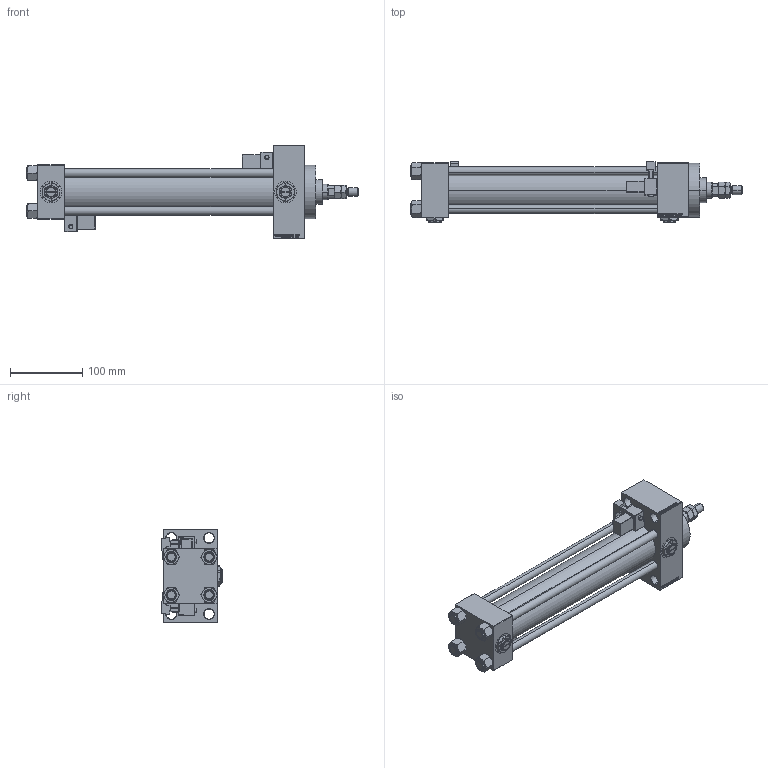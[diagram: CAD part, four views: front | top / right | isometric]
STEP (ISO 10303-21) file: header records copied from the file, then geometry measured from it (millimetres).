
FILE_DESCRIPTION (( 'STEP AP203' ), '1' );
FILE_NAME ('ad01.STEP', '2025-09-04T07:42:35', ( '' ), ( '' ), 'SwSTEP 2.0', 'SolidWorks 2019', '' );
FILE_SCHEMA (( 'CONFIG_CONTROL_DESIGN' ));
Length unit declared in the file: millimetre
Products named in the file (9): V215CR_VCP_D 35bed268617455cf87211c262401d705; MTA 35bed268617455cf87211c262401d705; V215CR_MSU 35bed268617455cf87211c262401d705; V215CR_D_Body 35bed268617455cf87211c262401d705; ad01; NUT_M5_D 35bed268617455cf87211c262401d705; V215_VC_A 35bed268617455cf87211c262401d705; Zatka_pro_OIL_PORT 35bed268617455cf87211c262401d705; V215CR_D_TYCINKA 35bed268617455cf87211c262401d705
Assembly tree (16 placements, depth 2):
  ad01
    V215CR_D_Body 35bed268617455cf87211c262401d705
    V215CR_VCP_D 35bed268617455cf87211c262401d705
    NUT_M5_D 35bed268617455cf87211c262401d705  x4
    V215CR_D_TYCINKA 35bed268617455cf87211c262401d705  x4
    V215_VC_A 35bed268617455cf87211c262401d705
    MTA 35bed268617455cf87211c262401d705
    V215CR_MSU 35bed268617455cf87211c262401d705  x2
    Zatka_pro_OIL_PORT 35bed268617455cf87211c262401d705  x2
Bounding box: 458 x 84.03 x 128 mm (x, y, z)
Volume: 1156666.8 mm3; surface area: 310941.3 mm2
Topology: 16 solids, 16 shells, 1408 faces, 3442 edges, 2167 vertices
Faces by surface type: plane 618, bspline 368, cone 212, cylinder 164, sphere 24, torus 22
Entity records: 53058 total; most frequent: CARTESIAN_POINT 26579, ORIENTED_EDGE 5802, DIRECTION 4029, EDGE_CURVE 2901, VERTEX_POINT 1869, VECTOR 1671, LINE 1671, EDGE_LOOP 1312
